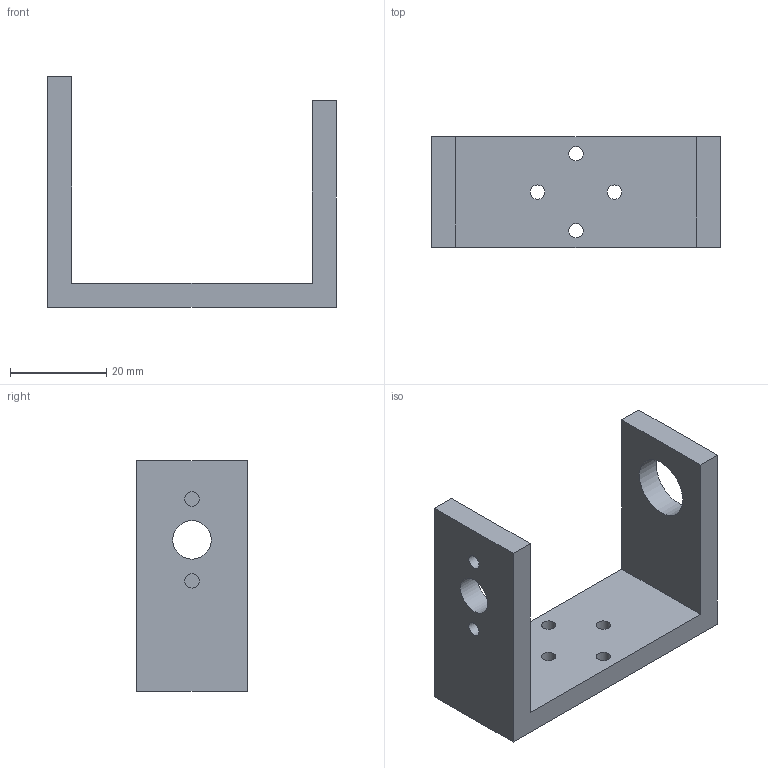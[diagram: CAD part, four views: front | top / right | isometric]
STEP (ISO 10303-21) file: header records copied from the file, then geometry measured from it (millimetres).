
FILE_DESCRIPTION( ( '' ), ' ' );
FILE_NAME( '5d386ece28f947151a9e2356.step', '2019-07-24T14:44:30', ( '' ), ( '' ), ' ', ' ', ' ' );
FILE_SCHEMA( ( 'AUTOMOTIVE_DESIGN { 1 0 10303 214 1 1 1 1 }' ) );
Length unit declared in the file: metre
Products named in the file (1): Part 1
Bounding box: 60 x 23 x 48 mm (x, y, z)
Volume: 15113.2 mm3; surface area: 8294 mm2
Topology: 1 solids, 1 shells, 18 faces, 51 edges, 35 vertices
Faces by surface type: plane 10, cylinder 8
Full cylindrical faces by diameter (mm): 3 x6, 8 x1, 12.75 x1
Entity records: 720 total; most frequent: DIRECTION 94, CARTESIAN_POINT 91, ORIENTED_EDGE 80, EDGE_LOOP 42, EDGE_CURVE 40, AXIS2_PLACEMENT_3D 35, VERTEX_POINT 32, FACE_OUTER_BOUND 26
